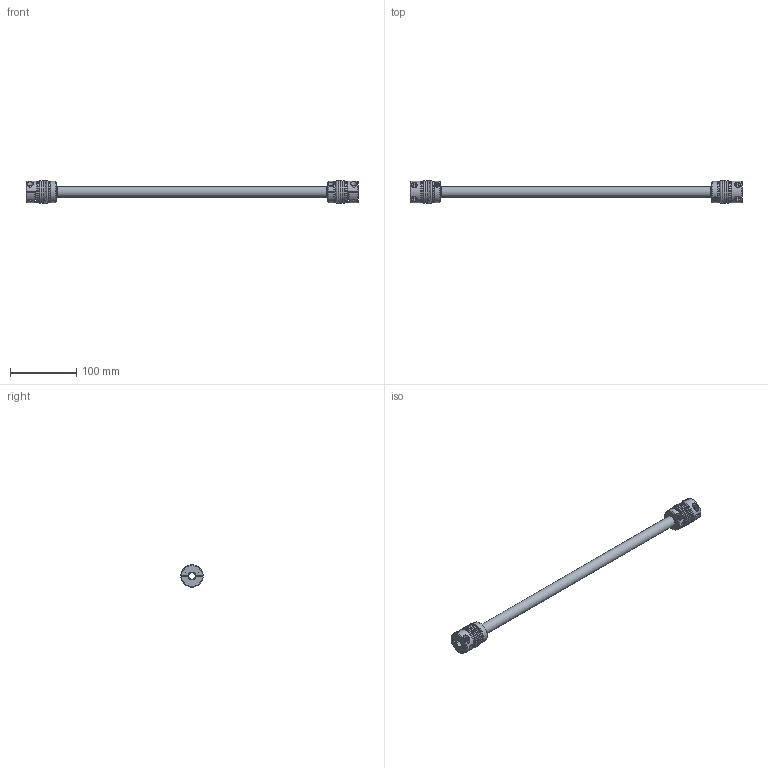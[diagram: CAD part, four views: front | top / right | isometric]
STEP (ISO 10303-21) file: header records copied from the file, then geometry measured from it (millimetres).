
FILE_DESCRIPTION( ( 'Unknown' ), '1' );
FILE_NAME( 'WD-VA 10 - L=0,5m.stp', 'Unknown', ( 'Unknown' ), ( 'Unknown' ), 'PSStep 10.1', 'Unknown', ' ' );
FILE_SCHEMA( ( 'AUTOMOTIVE_DESIGN { 1 0 10303 214 1 1 1 1 }' ) );
Length unit declared in the file: millimetre
Products named in the file (1): WD-VA10
Bounding box: 500 x 33.99 x 33.99 mm (x, y, z)
Volume: 96148.8 mm3; surface area: 77609.5 mm2
Topology: 1 solids, 1 shells, 312 faces, 708 edges, 456 vertices
Faces by surface type: plane 162, cylinder 58, torus 52, cone 40
Full cylindrical faces by diameter (mm): 3.3 x2, 4 x6, 4.134 x4, 4.3 x2, 5 x4, 5.4 x4, 7 x2, 7.5 x2, 8.5 x4, 9 x4, 10 x1, 15.1 x4, 16 x1, 31.2 x4, 32 x4, 33 x2
Entity records: 10908 total; most frequent: CARTESIAN_POINT 2037, DIRECTION 1414, ORIENTED_EDGE 1048, AXIS2_PLACEMENT_3D 601, EDGE_CURVE 524, EDGE_LOOP 502, FACE_OUTER_BOUND 406, VERTEX_POINT 404
